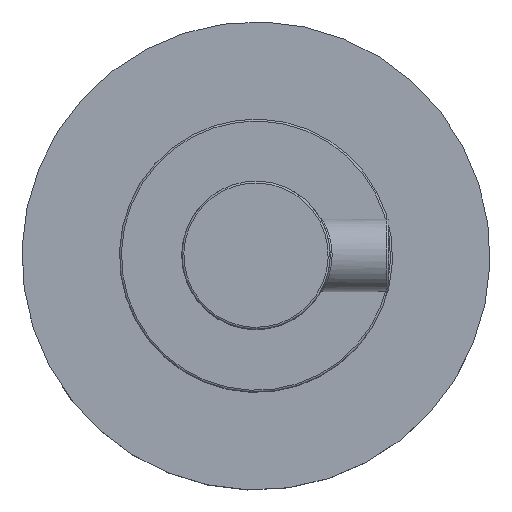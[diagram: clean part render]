
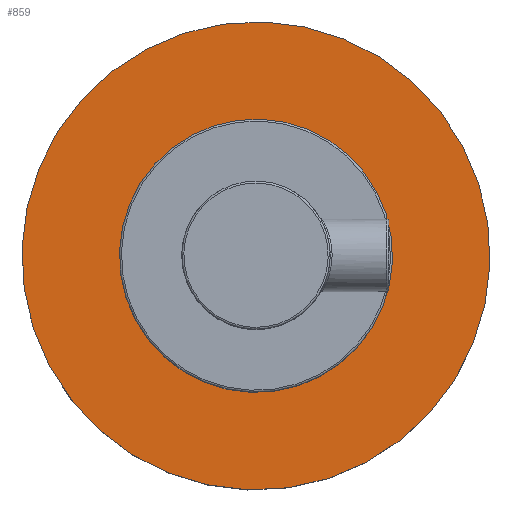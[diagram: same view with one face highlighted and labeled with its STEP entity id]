
A CAD part, top view. The second image highlights one B-rep face of the part: STEP entity #859.
In plain terms, the highlighted planar face has unit normal (0, 0, 1).
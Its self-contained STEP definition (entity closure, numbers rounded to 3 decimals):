
#72=FACE_BOUND('',#261,.T.);
#89=PLANE('',#1098);
#198=FACE_OUTER_BOUND('',#260,.T.);
#260=EDGE_LOOP('',(#802));
#261=EDGE_LOOP('',(#803));
#353=CIRCLE('',#1094,7.5);
#354=CIRCLE('',#1096,30.);
#443=VERTEX_POINT('',#2094);
#444=VERTEX_POINT('',#2098);
#561=EDGE_CURVE('',#443,#443,#353,.T.);
#563=EDGE_CURVE('',#444,#444,#354,.T.);
#802=ORIENTED_EDGE('',*,*,#563,.F.);
#803=ORIENTED_EDGE('',*,*,#561,.T.);
#859=ADVANCED_FACE('',(#198,#72),#89,.F.);
#1094=AXIS2_PLACEMENT_3D('',#2095,#1404,#1405);
#1096=AXIS2_PLACEMENT_3D('',#2099,#1409,#1410);
#1098=AXIS2_PLACEMENT_3D('',#2103,#1414,#1415);
#1404=DIRECTION('center_axis',(0.,0.,-1.));
#1405=DIRECTION('ref_axis',(-1.,0.,0.));
#1409=DIRECTION('center_axis',(0.,0.,-1.));
#1410=DIRECTION('ref_axis',(-1.,0.,0.));
#1414=DIRECTION('center_axis',(0.,0.,-1.));
#1415=DIRECTION('ref_axis',(-1.,0.,0.));
#2094=CARTESIAN_POINT('',(7.5,0.,10.));
#2095=CARTESIAN_POINT('Origin',(0.,0.,10.));
#2098=CARTESIAN_POINT('',(30.,0.,10.));
#2099=CARTESIAN_POINT('Origin',(0.,0.,10.));
#2103=CARTESIAN_POINT('Origin',(0.,0.,10.));
